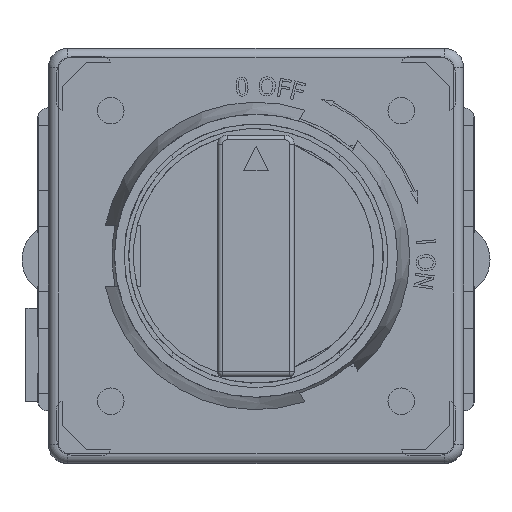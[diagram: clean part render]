
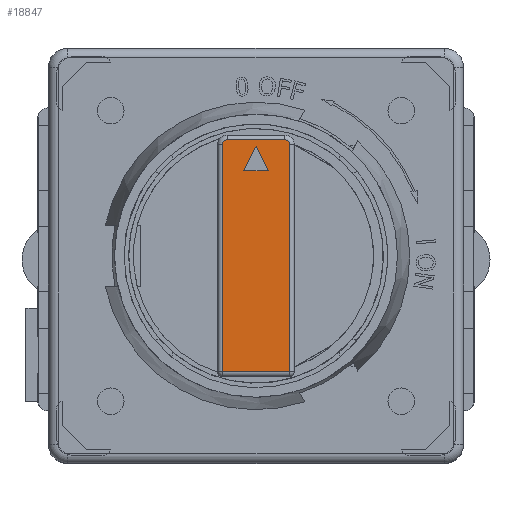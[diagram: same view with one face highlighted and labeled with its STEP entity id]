
A CAD part, top view. The second image highlights one B-rep face of the part: STEP entity #18847.
In plain terms, the highlighted planar face has unit normal (0, 0, 1).
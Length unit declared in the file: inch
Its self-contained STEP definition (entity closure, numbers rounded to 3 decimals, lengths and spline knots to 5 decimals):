
#18764=CARTESIAN_POINT('',(0.,-0.00096,13.474));
#18765=DIRECTION('',(0.0,0.0,1.0));
#18766=DIRECTION('',(-1.0,0.0,0.0));
#18767=AXIS2_PLACEMENT_3D('',#18764,#18765,#18766);
#18768=PLANE('',#18767);
#18769=CARTESIAN_POINT('',(-0.2188,0.72163,13.474));
#18770=VERTEX_POINT('',#18769);
#18771=CARTESIAN_POINT('',(-0.1875,0.75293,13.474));
#18772=VERTEX_POINT('',#18771);
#18773=CARTESIAN_POINT('',(-0.1875,0.72163,13.474));
#18774=DIRECTION('',(0.,0.,-1.0));
#18775=DIRECTION('',(-0.707,0.707,0.));
#18776=AXIS2_PLACEMENT_3D('',#18773,#18774,#18775);
#18777=CIRCLE('',#18776,0.0313);
#18778=EDGE_CURVE('',#18770,#18772,#18777,.T.);
#18779=ORIENTED_EDGE('',*,*,#18778,.F.);
#18780=CARTESIAN_POINT('',(-0.2188,-0.75486,13.474));
#18781=VERTEX_POINT('',#18780);
#18782=CARTESIAN_POINT('',(-0.2188,-0.75486,13.474));
#18783=DIRECTION('',(0.0,1.0,0.0));
#18784=VECTOR('',#18783,1.47649);
#18785=LINE('',#18782,#18784);
#18786=EDGE_CURVE('',#18781,#18770,#18785,.T.);
#18787=ORIENTED_EDGE('',*,*,#18786,.F.);
#18788=CARTESIAN_POINT('',(0.2188,-0.75486,13.474));
#18789=VERTEX_POINT('',#18788);
#18790=CARTESIAN_POINT('',(0.2188,-0.75486,13.474));
#18791=DIRECTION('',(-1.0,0.0,0.0));
#18792=VECTOR('',#18791,0.4376);
#18793=LINE('',#18790,#18792);
#18794=EDGE_CURVE('',#18789,#18781,#18793,.T.);
#18795=ORIENTED_EDGE('',*,*,#18794,.F.);
#18796=CARTESIAN_POINT('',(0.2188,0.72163,13.474));
#18797=VERTEX_POINT('',#18796);
#18798=CARTESIAN_POINT('',(0.2188,0.72163,13.474));
#18799=DIRECTION('',(0.0,-1.0,0.0));
#18800=VECTOR('',#18799,1.47649);
#18801=LINE('',#18798,#18800);
#18802=EDGE_CURVE('',#18797,#18789,#18801,.T.);
#18803=ORIENTED_EDGE('',*,*,#18802,.F.);
#18804=CARTESIAN_POINT('',(0.1875,0.75293,13.474));
#18805=VERTEX_POINT('',#18804);
#18806=CARTESIAN_POINT('',(0.1875,0.72163,13.474));
#18807=DIRECTION('',(0.,0.,-1.0));
#18808=DIRECTION('',(0.707,0.707,0.));
#18809=AXIS2_PLACEMENT_3D('',#18806,#18807,#18808);
#18810=CIRCLE('',#18809,0.0313);
#18811=EDGE_CURVE('',#18805,#18797,#18810,.T.);
#18812=ORIENTED_EDGE('',*,*,#18811,.F.);
#18813=CARTESIAN_POINT('',(-0.1875,0.75293,13.474));
#18814=DIRECTION('',(1.0,0.0,0.0));
#18815=VECTOR('',#18814,0.375);
#18816=LINE('',#18813,#18815);
#18817=EDGE_CURVE('',#18772,#18805,#18816,.T.);
#18818=ORIENTED_EDGE('',*,*,#18817,.F.);
#18819=EDGE_LOOP('',(#18779,#18787,#18795,#18803,#18812,#18818));
#18820=FACE_OUTER_BOUND('',#18819,.T.);
#18821=CARTESIAN_POINT('',(0.07874,0.55118,13.474));
#18822=VERTEX_POINT('',#18821);
#18823=CARTESIAN_POINT('',(-0.07874,0.55118,13.474));
#18824=VERTEX_POINT('',#18823);
#18825=CARTESIAN_POINT('',(0.07874,0.55118,13.474));
#18826=DIRECTION('',(-1.0,0.0,0.0));
#18827=VECTOR('',#18826,0.15748);
#18828=LINE('',#18825,#18827);
#18829=EDGE_CURVE('',#18822,#18824,#18828,.T.);
#18830=ORIENTED_EDGE('',*,*,#18829,.T.);
#18831=CARTESIAN_POINT('',(0.,0.70866,13.474));
#18832=VERTEX_POINT('',#18831);
#18833=CARTESIAN_POINT('',(-0.07874,0.55118,13.474));
#18834=DIRECTION('',(0.447,0.894,0.0));
#18835=VECTOR('',#18834,0.17607);
#18836=LINE('',#18833,#18835);
#18837=EDGE_CURVE('',#18824,#18832,#18836,.T.);
#18838=ORIENTED_EDGE('',*,*,#18837,.T.);
#18839=CARTESIAN_POINT('',(0.,0.70866,13.474));
#18840=DIRECTION('',(0.447,-0.894,0.0));
#18841=VECTOR('',#18840,0.17607);
#18842=LINE('',#18839,#18841);
#18843=EDGE_CURVE('',#18832,#18822,#18842,.T.);
#18844=ORIENTED_EDGE('',*,*,#18843,.T.);
#18845=EDGE_LOOP('',(#18830,#18838,#18844));
#18846=FACE_BOUND('',#18845,.T.);
#18847=ADVANCED_FACE('',(#18820,#18846),#18768,.T.);
